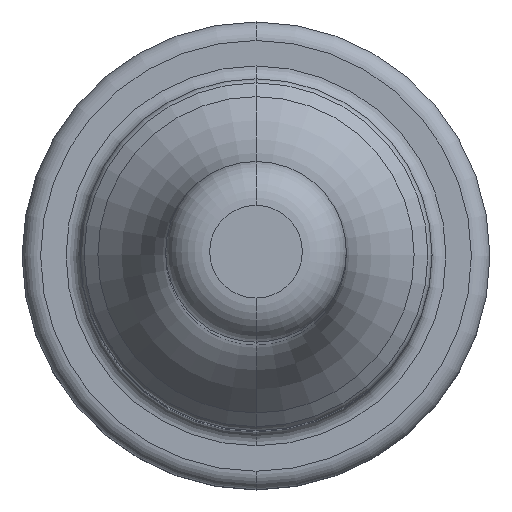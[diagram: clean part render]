
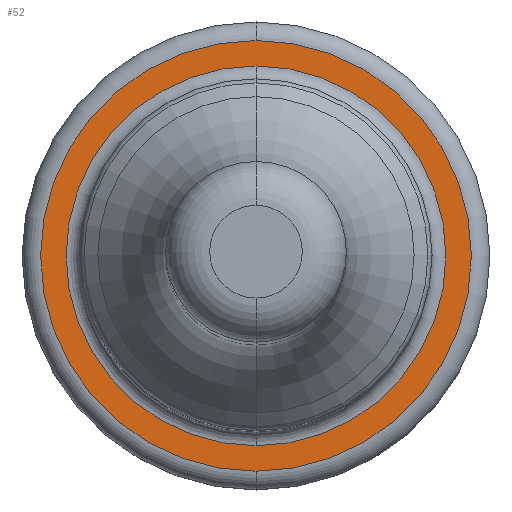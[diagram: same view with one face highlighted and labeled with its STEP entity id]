
A CAD part, top view. The second image highlights one B-rep face of the part: STEP entity #52.
In plain terms, the highlighted planar face has unit normal (0, 0, 1).
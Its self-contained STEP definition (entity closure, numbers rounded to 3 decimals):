
#52=ADVANCED_FACE('',(#93,#94),#95,.T.);
#93=FACE_OUTER_BOUND('',#163,.T.);
#94=FACE_BOUND('',#164,.T.);
#95=PLANE('',#165);
#163=EDGE_LOOP('',(#263,#264));
#164=EDGE_LOOP('',(#265,#266));
#165=AXIS2_PLACEMENT_3D('',#267,#268,#269);
#263=ORIENTED_EDGE('',*,*,#469,.F.);
#264=ORIENTED_EDGE('',*,*,#470,.T.);
#265=ORIENTED_EDGE('',*,*,#465,.F.);
#266=ORIENTED_EDGE('',*,*,#468,.T.);
#267=CARTESIAN_POINT('',(0.0,0.0,-13.081));
#268=DIRECTION('',(0.0,0.0,1.0));
#269=DIRECTION('',(1.0,0.0,0.0));
#465=EDGE_CURVE('',#537,#538,#539,.T.);
#468=EDGE_CURVE('',#537,#538,#542,.T.);
#469=EDGE_CURVE('',#543,#544,#545,.T.);
#470=EDGE_CURVE('',#543,#544,#546,.T.);
#537=VERTEX_POINT('',#641);
#538=VERTEX_POINT('',#642);
#539=CIRCLE('',#643,1.041);
#542=CIRCLE('',#646,1.041);
#543=VERTEX_POINT('',#647);
#544=VERTEX_POINT('',#648);
#545=CIRCLE('',#649,1.181);
#546=CIRCLE('',#650,1.181);
#641=CARTESIAN_POINT('',(0.0,1.041,-13.081));
#642=CARTESIAN_POINT('',(0.0,-1.041,-13.081));
#643=AXIS2_PLACEMENT_3D('',#765,#766,#767);
#646=AXIS2_PLACEMENT_3D('',#774,#775,#776);
#647=CARTESIAN_POINT('',(0.0,1.181,-13.081));
#648=CARTESIAN_POINT('',(0.0,-1.181,-13.081));
#649=AXIS2_PLACEMENT_3D('',#777,#778,#779);
#650=AXIS2_PLACEMENT_3D('',#780,#781,#782);
#765=CARTESIAN_POINT('',(0.0,0.0,-13.081));
#766=DIRECTION('',(0.0,-0.0,1.0));
#767=DIRECTION('',(0.0,1.0,0.0));
#774=CARTESIAN_POINT('',(0.0,0.0,-13.081));
#775=DIRECTION('',(0.0,0.0,-1.0));
#776=DIRECTION('',(0.0,1.0,0.0));
#777=CARTESIAN_POINT('',(0.0,0.0,-13.081));
#778=DIRECTION('',(0.0,0.0,-1.0));
#779=DIRECTION('',(0.0,1.0,0.0));
#780=CARTESIAN_POINT('',(0.0,0.0,-13.081));
#781=DIRECTION('',(0.0,-0.0,1.0));
#782=DIRECTION('',(0.0,1.0,0.0));
